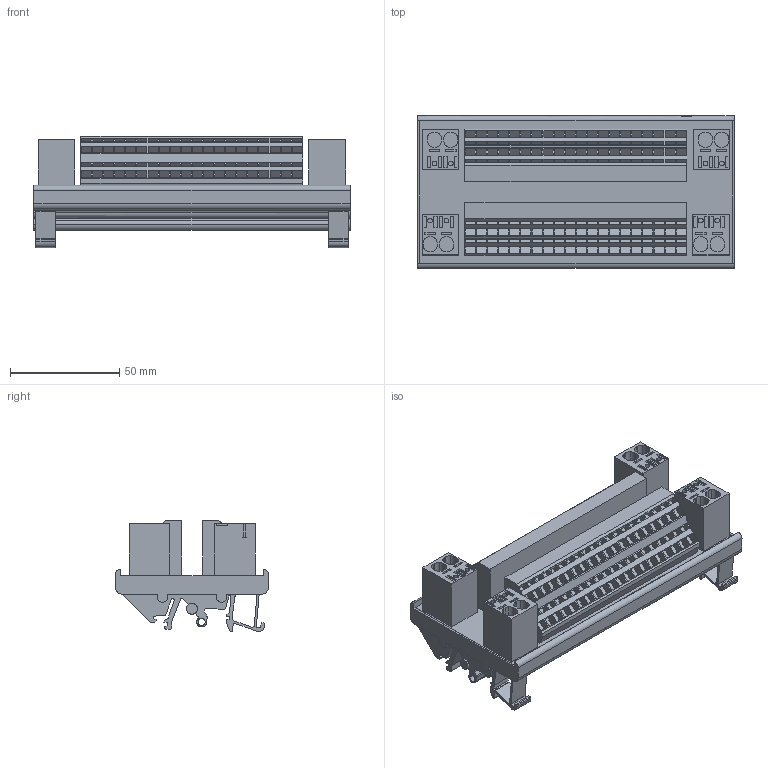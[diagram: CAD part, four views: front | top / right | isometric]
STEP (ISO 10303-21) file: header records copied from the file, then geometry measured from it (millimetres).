
FILE_DESCRIPTION(('CATIA V5R22 STEP214','CAx-IF Rec.Pracs.--- Model Styling and Organization---1.4--- 2014-01-23'),'2;1');
FILE_NAME ('007020-2_0', '2023-08-30T06:57:59+00:00', ('Weidmueller Interface'), ('Weidmueller'), 'CATIA Version 5-6 Release 2016 SP3 HF44', 'CATIA V5 STEP AP214', 'none');
FILE_SCHEMA(('AUTOMOTIVE_DESIGN { 1 0 10303 214 1 1 1 1 }'));
Length unit declared in the file: millimetre
Products named in the file (1): 1128110000_RS VERT 4P 20X4 Z
Bounding box: 145 x 70 x 50.91 mm (x, y, z)
Volume: 165979.8 mm3; surface area: 84758.4 mm2
Topology: 1 solids, 2 shells, 1538 faces, 4181 edges, 2849 vertices
Faces by surface type: plane 1346, cylinder 167, bspline 25
Entity records: 50826 total; most frequent: CARTESIAN_POINT 10626, ORIENTED_EDGE 8362, DIRECTION 6986, EDGE_CURVE 4181, VECTOR 3638, LINE 3638, VERTEX_POINT 2849, AXIS2_PLACEMENT_3D 1836
